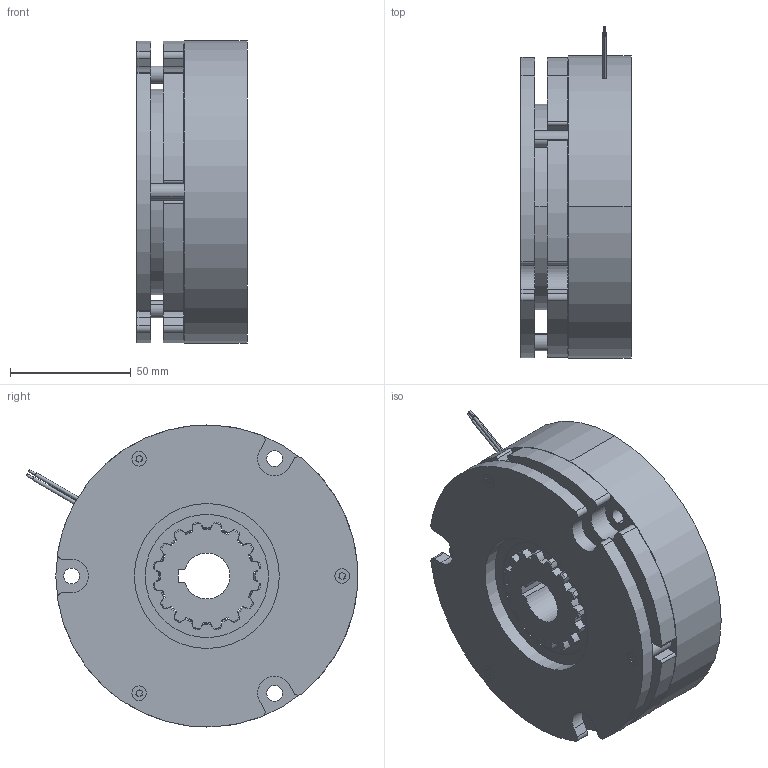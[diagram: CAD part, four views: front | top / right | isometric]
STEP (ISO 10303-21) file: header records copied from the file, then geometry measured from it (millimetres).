
FILE_DESCRIPTION (( 'STEP AP203' ), '1' );
FILE_NAME ('492_TSEB_WebAssy.STEP', '2020-07-15T15:08:21', ( '' ), ( '' ), 'SwSTEP 2.0', 'SolidWorks 2020', '' );
FILE_SCHEMA (( 'CONFIG_CONTROL_DESIGN' ));
Length unit declared in the file: inch
Products named in the file (1): 492_TSEB_WebAssy
Bounding box: 45.6 x 137.3 x 125 mm (x, y, z)
Volume: 446102.4 mm3; surface area: 104478.2 mm2
Topology: 13 solids, 13 shells, 392 faces, 1057 edges, 701 vertices
Faces by surface type: cylinder 237, cone 80, plane 75
Entity records: 12811 total; most frequent: CARTESIAN_POINT 2547, DIRECTION 2266, ORIENTED_EDGE 2114, EDGE_CURVE 1057, AXIS2_PLACEMENT_3D 948, VERTEX_POINT 701, CIRCLE 555, EDGE_LOOP 430
